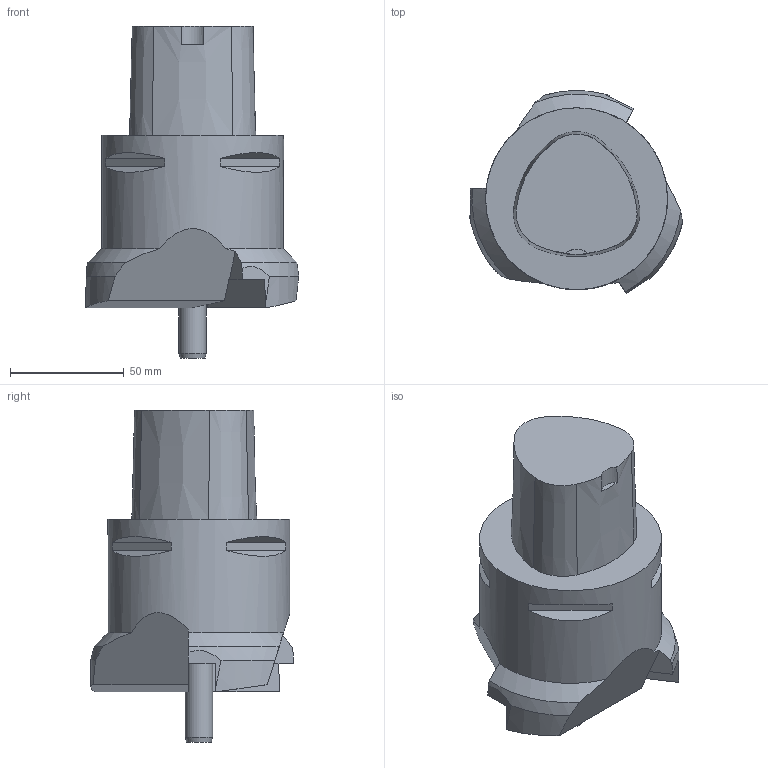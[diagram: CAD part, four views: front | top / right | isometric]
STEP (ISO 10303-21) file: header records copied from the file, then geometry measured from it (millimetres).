
FILE_DESCRIPTION(/* description */ (''),/* implementation_level */ '2;1');
FILE_NAME(/* name */ '1551682468849.stp',/* time_stamp */ '2019-03-04T07:54:45+01:00',/* author */ (''),/* organization */ ('SMS'),/* preprocessor_version */ 'ST-DEVELOPER v15',/* originating_system */ 'SIEMENS PLM Software NX 8.5',/* authorisation */ '');
FILE_SCHEMA (('AUTOMOTIVE_DESIGN { 1 0 10303 214 3 1 1 1 }'));
Length unit declared in the file: millimetre
Products named in the file (1): 200956896mod000_01
Bounding box: 93.79 x 89.27 x 146 mm (x, y, z)
Volume: 470160.6 mm3; surface area: 41552.9 mm2
Topology: 1 solids, 1 shells, 54 faces, 137 edges, 96 vertices
Faces by surface type: plane 35, cone 13, cylinder 6
Full cylindrical faces by diameter (mm): 12.012 x1, 80 x1
Entity records: 1744 total; most frequent: CARTESIAN_POINT 348, DIRECTION 289, ORIENTED_EDGE 266, EDGE_CURVE 133, AXIS2_PLACEMENT_3D 112, VERTEX_POINT 90, LINE 65, VECTOR 65
